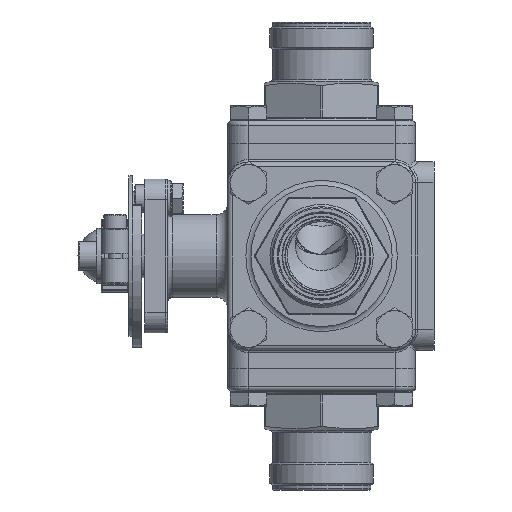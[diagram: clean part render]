
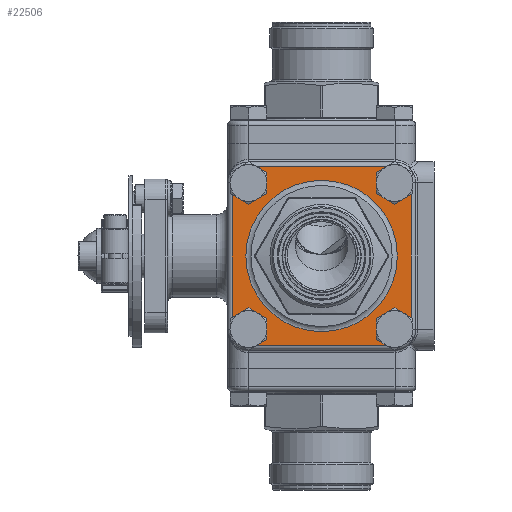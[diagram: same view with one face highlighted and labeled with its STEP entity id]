
A CAD part, left-side view. The second image highlights one B-rep face of the part: STEP entity #22506.
In plain terms, the highlighted planar face has unit normal (-1, 0, 0).
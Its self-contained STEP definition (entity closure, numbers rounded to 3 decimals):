
#106 = CARTESIAN_POINT ( 'NONE',  ( -59., -31.82, 31.82 ) ) ;
#107 = DIRECTION ( 'NONE',  ( 1., 0., 0. ) ) ;
#108 = DIRECTION ( 'NONE',  ( 0., 1., 0. ) ) ;
#270 = CARTESIAN_POINT ( 'NONE',  ( -59., 0., 0. ) ) ;
#271 = DIRECTION ( 'NONE',  ( 1., 0., 0. ) ) ;
#272 = DIRECTION ( 'NONE',  ( 0., 1., 0. ) ) ;
#731 = CARTESIAN_POINT ( 'NONE',  ( -59., 32., 32. ) ) ;
#732 = DIRECTION ( 'NONE',  ( -1., 0., 0. ) ) ;
#733 = DIRECTION ( 'NONE',  ( 0., 1., 0. ) ) ;
#1202 = EDGE_LOOP ( 'NONE', ( #45028 ) ) ;
#1243 = EDGE_LOOP ( 'NONE', ( #45032 ) ) ;
#1436 = EDGE_LOOP ( 'NONE', ( #44995 ) ) ;
#1607 = EDGE_LOOP ( 'NONE', ( #45002 ) ) ;
#1611 = EDGE_LOOP ( 'NONE', ( #45617, #45145, #45141, #45149, #45147, #45030, #45704, #45489 ) ) ;
#1748 = EDGE_LOOP ( 'NONE', ( #44999 ) ) ;
#2557 = EDGE_CURVE ( 'NONE', #9873, #8879, #15707, .T. ) ;
#2559 = EDGE_CURVE ( 'NONE', #2870, #2870, #14945, .T. ) ;
#2870 = VERTEX_POINT ( 'NONE', #2873 ) ;
#2873 = CARTESIAN_POINT ( 'NONE',  ( -59., 37.67, -31.82 ) ) ;
#3520 = VERTEX_POINT ( 'NONE', #3523 ) ;
#3523 = CARTESIAN_POINT ( 'NONE',  ( -59., -25.97, -31.82 ) ) ;
#3556 = VERTEX_POINT ( 'NONE', #3559 ) ;
#3559 = CARTESIAN_POINT ( 'NONE',  ( -59., 37.67, 31.82 ) ) ;
#3616 = VERTEX_POINT ( 'NONE', #3619 ) ;
#3619 = CARTESIAN_POINT ( 'NONE',  ( -59., -25.97, 31.82 ) ) ;
#3634 = VERTEX_POINT ( 'NONE', #3637 ) ;
#3637 = CARTESIAN_POINT ( 'NONE',  ( -59., 33., 0. ) ) ;
#4014 = EDGE_CURVE ( 'NONE', #9903, #8729, #15028, .T. ) ;
#6605 = EDGE_CURVE ( 'NONE', #8639, #8651, #52545, .T. ) ;
#8639 = VERTEX_POINT ( 'NONE', #31631 ) ;
#8651 = VERTEX_POINT ( 'NONE', #31639 ) ;
#8729 = VERTEX_POINT ( 'NONE', #31689 ) ;
#8879 = VERTEX_POINT ( 'NONE', #31789 ) ;
#9868 = VERTEX_POINT ( 'NONE', #28121 ) ;
#9873 = VERTEX_POINT ( 'NONE', #28131 ) ;
#9903 = VERTEX_POINT ( 'NONE', #28156 ) ;
#9916 = VERTEX_POINT ( 'NONE', #28165 ) ;
#11403 = AXIS2_PLACEMENT_3D ( 'NONE', #14059, #14060, #14061 ) ;
#14042 = FACE_BOUND ( 'NONE', #1436, .T. ) ;
#14043 = FACE_BOUND ( 'NONE', #1202, .T. ) ;
#14044 = FACE_OUTER_BOUND ( 'NONE', #1611, .T. ) ;
#14045 = FACE_BOUND ( 'NONE', #1243, .T. ) ;
#14046 = PLANE ( 'NONE',  #11403 ) ;
#14047 = FACE_BOUND ( 'NONE', #1748, .T. ) ;
#14049 = FACE_BOUND ( 'NONE', #1607, .T. ) ;
#14059 = CARTESIAN_POINT ( 'NONE',  ( -59., -41., -41. ) ) ;
#14060 = DIRECTION ( 'NONE',  ( -1., 0., 0. ) ) ;
#14061 = DIRECTION ( 'NONE',  ( 0., 1., 0. ) ) ;
#14945 = CIRCLE ( 'NONE', #15385, 5.85 ) ;
#15028 = CIRCLE ( 'NONE', #15643, 7. ) ;
#15385 = AXIS2_PLACEMENT_3D ( 'NONE', #42684, #42681, #42680 ) ;
#15643 = AXIS2_PLACEMENT_3D ( 'NONE', #42507, #42506, #42504 ) ;
#15692 = AXIS2_PLACEMENT_3D ( 'NONE', #42693, #42692, #42690 ) ;
#15707 = CIRCLE ( 'NONE', #15692, 7. ) ;
#22506 = ADVANCED_FACE ( 'NONE', ( #14043, #14045, #14047, #14049, #14042, #14044 ), #14046, .T. ) ;
#24306 = DIRECTION ( 'NONE',  ( 0., 1., 0. ) ) ;
#24323 = CARTESIAN_POINT ( 'NONE',  ( -59., -32., -32. ) ) ;
#24333 = DIRECTION ( 'NONE',  ( -1., 0., 0. ) ) ;
#24621 = EDGE_CURVE ( 'NONE', #8729, #9916, #65451, .T. ) ;
#24641 = EDGE_CURVE ( 'NONE', #8651, #9903, #65463, .T. ) ;
#28121 = CARTESIAN_POINT ( 'NONE',  ( -59., 39., 32. ) ) ;
#28131 = CARTESIAN_POINT ( 'NONE',  ( -59., 39., -32. ) ) ;
#28156 = CARTESIAN_POINT ( 'NONE',  ( -59., -39., 32. ) ) ;
#28165 = CARTESIAN_POINT ( 'NONE',  ( -59., 32., 39. ) ) ;
#31631 = CARTESIAN_POINT ( 'NONE',  ( -59., -32., -39. ) ) ;
#31639 = CARTESIAN_POINT ( 'NONE',  ( -59., -39., -32. ) ) ;
#31689 = CARTESIAN_POINT ( 'NONE',  ( -59., -32., 39. ) ) ;
#31789 = CARTESIAN_POINT ( 'NONE',  ( -59., 32., -39. ) ) ;
#40409 = EDGE_CURVE ( 'NONE', #3520, #3520, #63435, .T. ) ;
#42504 = DIRECTION ( 'NONE',  ( 0., 1., 0. ) ) ;
#42506 = DIRECTION ( 'NONE',  ( -1., 0., 0. ) ) ;
#42507 = CARTESIAN_POINT ( 'NONE',  ( -59., -32., 32. ) ) ;
#42680 = DIRECTION ( 'NONE',  ( 0., 1., 0. ) ) ;
#42681 = DIRECTION ( 'NONE',  ( 1., 0., 0. ) ) ;
#42684 = CARTESIAN_POINT ( 'NONE',  ( -59., 31.82, -31.82 ) ) ;
#42690 = DIRECTION ( 'NONE',  ( 0., 1., 0. ) ) ;
#42692 = DIRECTION ( 'NONE',  ( -1., 0., 0. ) ) ;
#42693 = CARTESIAN_POINT ( 'NONE',  ( -59., 32., -32. ) ) ;
#44511 = EDGE_CURVE ( 'NONE', #9868, #9873, #65060, .T. ) ;
#44528 = EDGE_CURVE ( 'NONE', #3556, #3556, #63693, .T. ) ;
#44597 = EDGE_CURVE ( 'NONE', #8879, #8639, #66357, .T. ) ;
#44670 = EDGE_CURVE ( 'NONE', #3616, #3616, #63991, .T. ) ;
#44713 = EDGE_CURVE ( 'NONE', #3634, #3634, #64080, .T. ) ;
#44847 = EDGE_CURVE ( 'NONE', #9916, #9868, #64271, .T. ) ;
#44995 = ORIENTED_EDGE ( 'NONE', *, *, #2559, .T. ) ;
#44999 = ORIENTED_EDGE ( 'NONE', *, *, #44670, .T. ) ;
#45002 = ORIENTED_EDGE ( 'NONE', *, *, #40409, .T. ) ;
#45028 = ORIENTED_EDGE ( 'NONE', *, *, #44713, .T. ) ;
#45030 = ORIENTED_EDGE ( 'NONE', *, *, #44847, .T. ) ;
#45032 = ORIENTED_EDGE ( 'NONE', *, *, #44528, .T. ) ;
#45141 = ORIENTED_EDGE ( 'NONE', *, *, #24641, .T. ) ;
#45145 = ORIENTED_EDGE ( 'NONE', *, *, #6605, .T. ) ;
#45147 = ORIENTED_EDGE ( 'NONE', *, *, #24621, .T. ) ;
#45149 = ORIENTED_EDGE ( 'NONE', *, *, #4014, .T. ) ;
#45489 = ORIENTED_EDGE ( 'NONE', *, *, #2557, .T. ) ;
#45617 = ORIENTED_EDGE ( 'NONE', *, *, #44597, .T. ) ;
#45704 = ORIENTED_EDGE ( 'NONE', *, *, #44511, .T. ) ;
#52533 = AXIS2_PLACEMENT_3D ( 'NONE', #24323, #24333, #24306 ) ;
#52545 = CIRCLE ( 'NONE', #52533, 7. ) ;
#61505 = VECTOR ( 'NONE', #65470, 1000. ) ;
#61508 = VECTOR ( 'NONE', #65461, 1000. ) ;
#63435 = CIRCLE ( 'NONE', #63449, 5.85 ) ;
#63449 = AXIS2_PLACEMENT_3D ( 'NONE', #64685, #64686, #64687 ) ;
#63652 = VECTOR ( 'NONE', #65062, 1000. ) ;
#63693 = CIRCLE ( 'NONE', #63695, 5.85 ) ;
#63695 = AXIS2_PLACEMENT_3D ( 'NONE', #65119, #65120, #65121 ) ;
#63839 = VECTOR ( 'NONE', #66389, 1000. ) ;
#63991 = CIRCLE ( 'NONE', #64001, 5.85 ) ;
#64001 = AXIS2_PLACEMENT_3D ( 'NONE', #106, #107, #108 ) ;
#64080 = CIRCLE ( 'NONE', #64084, 33. ) ;
#64084 = AXIS2_PLACEMENT_3D ( 'NONE', #270, #271, #272 ) ;
#64271 = CIRCLE ( 'NONE', #64273, 7. ) ;
#64273 = AXIS2_PLACEMENT_3D ( 'NONE', #731, #732, #733 ) ;
#64685 = CARTESIAN_POINT ( 'NONE',  ( -59., -31.82, -31.82 ) ) ;
#64686 = DIRECTION ( 'NONE',  ( 1., 0., 0. ) ) ;
#64687 = DIRECTION ( 'NONE',  ( 0., 1., 0. ) ) ;
#65060 = LINE ( 'NONE', #65061, #63652 ) ;
#65061 = CARTESIAN_POINT ( 'NONE',  ( -59., 39., -32. ) ) ;
#65062 = DIRECTION ( 'NONE',  ( 0., 0., -1. ) ) ;
#65119 = CARTESIAN_POINT ( 'NONE',  ( -59., 31.82, 31.82 ) ) ;
#65120 = DIRECTION ( 'NONE',  ( 1., 0., 0. ) ) ;
#65121 = DIRECTION ( 'NONE',  ( 0., 1., 0. ) ) ;
#65451 = LINE ( 'NONE', #65460, #61508 ) ;
#65460 = CARTESIAN_POINT ( 'NONE',  ( -59., 32., 39. ) ) ;
#65461 = DIRECTION ( 'NONE',  ( 0., 1., 0. ) ) ;
#65463 = LINE ( 'NONE', #65469, #61505 ) ;
#65469 = CARTESIAN_POINT ( 'NONE',  ( -59., -39., 32. ) ) ;
#65470 = DIRECTION ( 'NONE',  ( 0., 0., 1. ) ) ;
#66357 = LINE ( 'NONE', #66388, #63839 ) ;
#66388 = CARTESIAN_POINT ( 'NONE',  ( -59., -32., -39. ) ) ;
#66389 = DIRECTION ( 'NONE',  ( 0., -1., 0. ) ) ;
